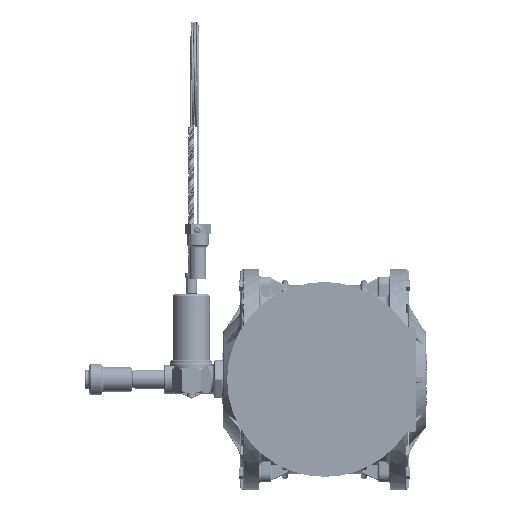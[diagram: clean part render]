
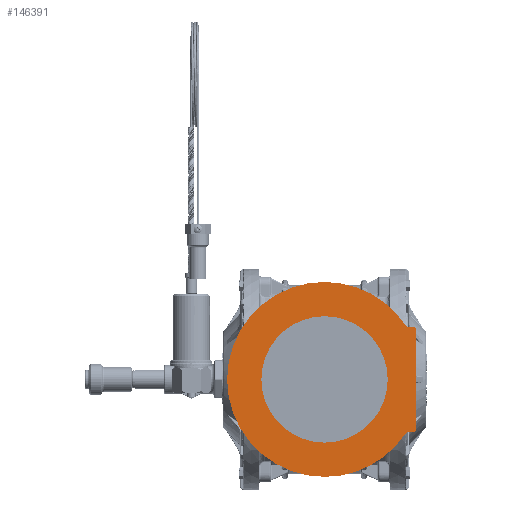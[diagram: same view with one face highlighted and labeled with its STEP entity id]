
A CAD part, left-side view. The second image highlights one B-rep face of the part: STEP entity #146391.
In plain terms, the highlighted planar face has unit normal (-1, 0, 0).
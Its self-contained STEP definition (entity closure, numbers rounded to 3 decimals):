
#2540 = ORIENTED_EDGE ( 'NONE', *, *, #166339, .T. ) ;
#5170 = AXIS2_PLACEMENT_3D ( 'NONE', #45179, #168566, #69283 ) ;
#6021 = EDGE_LOOP ( 'NONE', ( #153637, #183917 ) ) ;
#6451 = LINE ( 'NONE', #81302, #143666 ) ;
#6861 = CARTESIAN_POINT ( 'NONE',  ( -148., 0., 0. ) ) ;
#7380 = VERTEX_POINT ( 'NONE', #44538 ) ;
#8144 = AXIS2_PLACEMENT_3D ( 'NONE', #87251, #27557, #164130 ) ;
#12911 = VERTEX_POINT ( 'NONE', #191318 ) ;
#16125 = ORIENTED_EDGE ( 'NONE', *, *, #87001, .T. ) ;
#19623 = CARTESIAN_POINT ( 'NONE',  ( -148., -84., -50. ) ) ;
#22045 = DIRECTION ( 'NONE',  ( 0., 0., 1. ) ) ;
#22149 = DIRECTION ( 'NONE',  ( -1., 0., 0. ) ) ;
#24207 = CIRCLE ( 'NONE', #153635, 92.5 ) ;
#24518 = VERTEX_POINT ( 'NONE', #27405 ) ;
#27223 = VERTEX_POINT ( 'NONE', #19623 ) ;
#27230 = EDGE_CURVE ( 'Defeature completata22_120+Defeature completata22_878+Defeature completata22_881+Defeature completata22_882', #163395, #27223, #6451, .T. ) ;
#27405 = CARTESIAN_POINT ( 'NONE',  ( -148., 0., -60. ) ) ;
#27557 = DIRECTION ( 'NONE',  ( -1., 0., 0. ) ) ;
#27935 = CIRCLE ( 'NONE', #37616, 3. ) ;
#28763 = DIRECTION ( 'NONE',  ( 0., 0., -1. ) ) ;
#33418 = VERTEX_POINT ( 'NONE', #98877 ) ;
#37616 = AXIS2_PLACEMENT_3D ( 'NONE', #58118, #119819, #28763 ) ;
#39965 = AXIS2_PLACEMENT_3D ( 'NONE', #44312, #138377, #197025 ) ;
#40082 = DIRECTION ( 'NONE',  ( 0., 0., -1. ) ) ;
#40822 = EDGE_CURVE ( 'Defeature completata22_120+Defeature completata22_196+Defeature completata22_882+Defeature completata22_880', #153527, #82119, #67334, .T. ) ;
#41168 = ORIENTED_EDGE ( 'NONE', *, *, #144996, .T. ) ;
#42802 = EDGE_CURVE ( 'Defeature completata22_120+Defeature completata22_191+Defeature completata22_879+Defeature completata22_881', #166895, #33418, #24207, .T. ) ;
#43881 = CIRCLE ( 'NONE', #69701, 60. ) ;
#44312 = CARTESIAN_POINT ( 'NONE',  ( -148., 0., 0. ) ) ;
#44538 = CARTESIAN_POINT ( 'NONE',  ( -148., -79.443, 50. ) ) ;
#44765 = CIRCLE ( 'NONE', #164178, 60. ) ;
#45179 = CARTESIAN_POINT ( 'NONE',  ( -148., -79.443, 53. ) ) ;
#53537 = CIRCLE ( 'NONE', #5170, 3. ) ;
#54053 = CARTESIAN_POINT ( 'NONE',  ( -148., 0., 60. ) ) ;
#58118 = CARTESIAN_POINT ( 'NONE',  ( -148., -84., 47. ) ) ;
#58867 = DIRECTION ( 'NONE',  ( 0., 0., -1. ) ) ;
#61253 = FACE_OUTER_BOUND ( 'NONE', #92985, .T. ) ;
#64362 = CARTESIAN_POINT ( 'NONE',  ( -148., -87., 135.826 ) ) ;
#65829 = VECTOR ( 'NONE', #94531, 1000. ) ;
#67334 = LINE ( 'NONE', #64362, #72444 ) ;
#69097 = CIRCLE ( 'NONE', #39965, 92.5 ) ;
#69283 = DIRECTION ( 'NONE',  ( 0., 0., -1. ) ) ;
#69701 = AXIS2_PLACEMENT_3D ( 'NONE', #106373, #136762, #58867 ) ;
#72444 = VECTOR ( 'NONE', #82530, 1000. ) ;
#76302 = CARTESIAN_POINT ( 'NONE',  ( -148., -87., -47. ) ) ;
#77384 = CARTESIAN_POINT ( 'NONE',  ( -148., -87., 50. ) ) ;
#77602 = ORIENTED_EDGE ( 'NONE', *, *, #42802, .T. ) ;
#78439 = AXIS2_PLACEMENT_3D ( 'NONE', #198814, #121985, #183639 ) ;
#79157 = CIRCLE ( 'NONE', #8144, 3. ) ;
#81302 = CARTESIAN_POINT ( 'NONE',  ( -148., -76.568, -50. ) ) ;
#81876 = EDGE_CURVE ( 'Defeature completata22_120+Defeature completata22_882+Defeature completata22_878+Defeature completata22_196', #27223, #153527, #79157, .T. ) ;
#82119 = VERTEX_POINT ( 'NONE', #147628 ) ;
#82530 = DIRECTION ( 'NONE',  ( 0., 0., 1. ) ) ;
#83398 = CIRCLE ( 'NONE', #99559, 92.5 ) ;
#87001 = EDGE_CURVE ( 'Defeature completata22_120+Defeature completata22_880+Defeature completata22_196+Defeature completata22_877', #82119, #89876, #27935, .T. ) ;
#87251 = CARTESIAN_POINT ( 'NONE',  ( -148., -84., -47. ) ) ;
#87500 = CARTESIAN_POINT ( 'NONE',  ( -148., 0., 92.5 ) ) ;
#89876 = VERTEX_POINT ( 'NONE', #121623 ) ;
#92985 = EDGE_LOOP ( 'NONE', ( #161117, #16125, #148501, #132166, #2540, #77602, #41168, #114468, #132001, #102310 ) ) ;
#94531 = DIRECTION ( 'NONE',  ( 0., 1., 0. ) ) ;
#97470 = DIRECTION ( 'NONE',  ( 0., -1., 0. ) ) ;
#98877 = CARTESIAN_POINT ( 'NONE',  ( -148., 0., -92.5 ) ) ;
#99559 = AXIS2_PLACEMENT_3D ( 'NONE', #6861, #133275, #22045 ) ;
#102310 = ORIENTED_EDGE ( 'NONE', *, *, #81876, .T. ) ;
#106373 = CARTESIAN_POINT ( 'NONE',  ( -148., 0., 0. ) ) ;
#108139 = CARTESIAN_POINT ( 'NONE',  ( -148., -79.443, -50. ) ) ;
#113087 = CARTESIAN_POINT ( 'NONE',  ( -148., -76.948, 51.335 ) ) ;
#114468 = ORIENTED_EDGE ( 'NONE', *, *, #157259, .T. ) ;
#114647 = CIRCLE ( 'NONE', #163018, 3. ) ;
#119481 = DIRECTION ( 'NONE',  ( 1., 0., 0. ) ) ;
#119819 = DIRECTION ( 'NONE',  ( -1., 0., 0. ) ) ;
#121623 = CARTESIAN_POINT ( 'NONE',  ( -148., -84., 50. ) ) ;
#121985 = DIRECTION ( 'NONE',  ( 1., 0., 0. ) ) ;
#129103 = DIRECTION ( 'NONE',  ( -1., 0., 0. ) ) ;
#129392 = DIRECTION ( 'NONE',  ( 0., 0., 1. ) ) ;
#132001 = ORIENTED_EDGE ( 'NONE', *, *, #27230, .T. ) ;
#132166 = ORIENTED_EDGE ( 'NONE', *, *, #162240, .T. ) ;
#133275 = DIRECTION ( 'NONE',  ( -1., 0., 0. ) ) ;
#134666 = DIRECTION ( 'NONE',  ( 0., 0., -1. ) ) ;
#136148 = PLANE ( 'NONE',  #78439 ) ;
#136762 = DIRECTION ( 'NONE',  ( -1., 0., 0. ) ) ;
#138377 = DIRECTION ( 'NONE',  ( -1., 0., 0. ) ) ;
#143666 = VECTOR ( 'NONE', #97470, 1000. ) ;
#144996 = EDGE_CURVE ( 'Defeature completata22_120+Defeature completata22_191+Defeature completata22_879+Defeature completata22_881', #33418, #12911, #69097, .T. ) ;
#146391 = ADVANCED_FACE ( 'Defeature completata22_120', ( #61253, #185633 ), #136148, .F. ) ;
#147628 = CARTESIAN_POINT ( 'NONE',  ( -148., -87., 47. ) ) ;
#148501 = ORIENTED_EDGE ( 'NONE', *, *, #178234, .T. ) ;
#153527 = VERTEX_POINT ( 'NONE', #76302 ) ;
#153635 = AXIS2_PLACEMENT_3D ( 'NONE', #160734, #22149, #129392 ) ;
#153637 = ORIENTED_EDGE ( 'NONE', *, *, #189330, .F. ) ;
#155289 = LINE ( 'NONE', #77384, #65829 ) ;
#157259 = EDGE_CURVE ( 'Defeature completata22_120+Defeature completata22_881+Defeature completata22_191+Defeature completata22_878', #12911, #163395, #114647, .T. ) ;
#157830 = VERTEX_POINT ( 'NONE', #54053 ) ;
#160734 = CARTESIAN_POINT ( 'NONE',  ( -148., 0., 0. ) ) ;
#161117 = ORIENTED_EDGE ( 'NONE', *, *, #40822, .T. ) ;
#162240 = EDGE_CURVE ( 'Defeature completata22_120+Defeature completata22_879+Defeature completata22_877+Defeature completata22_191', #7380, #166008, #53537, .T. ) ;
#162981 = EDGE_CURVE ( 'Defeature completata22_194+Defeature completata22_120+Defeature completata22_120+Defeature completata22_120', #157830, #24518, #43881, .T. ) ;
#163018 = AXIS2_PLACEMENT_3D ( 'NONE', #196331, #119481, #134666 ) ;
#163395 = VERTEX_POINT ( 'NONE', #108139 ) ;
#164130 = DIRECTION ( 'NONE',  ( 0., 0., -1. ) ) ;
#164178 = AXIS2_PLACEMENT_3D ( 'NONE', #177621, #129103, #40082 ) ;
#166008 = VERTEX_POINT ( 'NONE', #113087 ) ;
#166339 = EDGE_CURVE ( 'Defeature completata22_120+Defeature completata22_191+Defeature completata22_879+Defeature completata22_881', #166008, #166895, #83398, .T. ) ;
#166895 = VERTEX_POINT ( 'NONE', #87500 ) ;
#168566 = DIRECTION ( 'NONE',  ( 1., 0., 0. ) ) ;
#177621 = CARTESIAN_POINT ( 'NONE',  ( -148., 0., 0. ) ) ;
#178234 = EDGE_CURVE ( 'Defeature completata22_120+Defeature completata22_877+Defeature completata22_880+Defeature completata22_879', #89876, #7380, #155289, .T. ) ;
#183639 = DIRECTION ( 'NONE',  ( 0., 0., 1. ) ) ;
#183917 = ORIENTED_EDGE ( 'NONE', *, *, #162981, .F. ) ;
#185633 = FACE_BOUND ( 'NONE', #6021, .T. ) ;
#189330 = EDGE_CURVE ( 'Defeature completata22_194+Defeature completata22_120+Defeature completata22_120+Defeature completata22_120', #24518, #157830, #44765, .T. ) ;
#191318 = CARTESIAN_POINT ( 'NONE',  ( -148., -76.948, -51.335 ) ) ;
#196331 = CARTESIAN_POINT ( 'NONE',  ( -148., -79.443, -53. ) ) ;
#197025 = DIRECTION ( 'NONE',  ( 0., 0., 1. ) ) ;
#198814 = CARTESIAN_POINT ( 'NONE',  ( -148., 0., 0. ) ) ;
